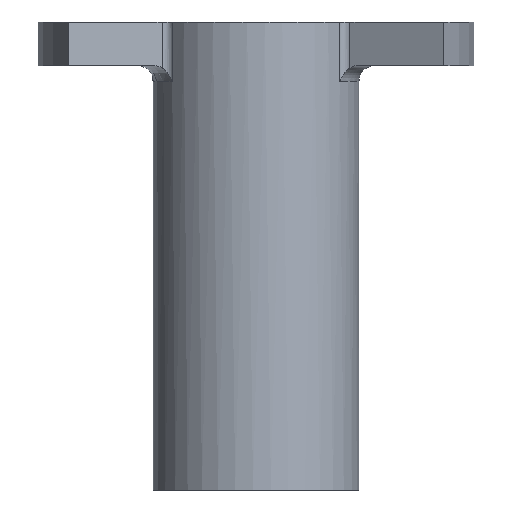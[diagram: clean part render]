
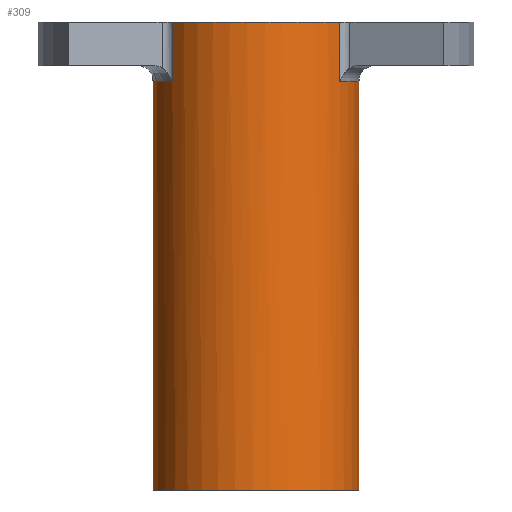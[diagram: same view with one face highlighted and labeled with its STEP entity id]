
A CAD part, front view. The second image highlights one B-rep face of the part: STEP entity #309.
In plain terms, the highlighted cylindrical face has radius 3.3 mm (diameter 6.6 mm), a full revolution.
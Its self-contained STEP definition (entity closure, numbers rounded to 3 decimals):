
#37=FACE_OUTER_BOUND('',#54,.T.);
#54=EDGE_LOOP('',(#257,#258,#259,#260,#261,#262,#263,#264,#265,#266,#267,
#268));
#69=CIRCLE('',#332,3.3);
#70=CIRCLE('',#333,3.3);
#75=CIRCLE('',#344,3.3);
#78=CIRCLE('',#352,3.3);
#79=CIRCLE('',#353,3.3);
#80=CIRCLE('',#354,3.3);
#84=LINE('',#458,#105);
#85=LINE('',#506,#106);
#94=LINE('',#531,#115);
#95=LINE('',#577,#116);
#103=LINE('',#598,#124);
#105=VECTOR('',#368,10.);
#106=VECTOR('',#379,10.);
#115=VECTOR('',#402,10.);
#116=VECTOR('',#411,10.);
#124=VECTOR('',#433,3.3);
#127=VERTEX_POINT('',#455);
#128=VERTEX_POINT('',#457);
#131=VERTEX_POINT('',#481);
#132=VERTEX_POINT('',#483);
#134=VERTEX_POINT('',#505);
#142=VERTEX_POINT('',#528);
#143=VERTEX_POINT('',#530);
#146=VERTEX_POINT('',#554);
#148=VERTEX_POINT('',#576);
#154=VERTEX_POINT('',#596);
#157=EDGE_CURVE('',#127,#128,#84,.T.);
#161=EDGE_CURVE('',#128,#131,#69,.T.);
#162=EDGE_CURVE('',#131,#132,#70,.T.);
#165=EDGE_CURVE('',#132,#134,#85,.T.);
#177=EDGE_CURVE('',#142,#143,#94,.T.);
#181=EDGE_CURVE('',#143,#146,#75,.T.);
#184=EDGE_CURVE('',#146,#148,#95,.T.);
#194=EDGE_CURVE('',#154,#154,#78,.T.);
#195=EDGE_CURVE('',#154,#131,#103,.T.);
#196=EDGE_CURVE('',#127,#148,#79,.T.);
#197=EDGE_CURVE('',#142,#134,#80,.T.);
#257=ORIENTED_EDGE('',*,*,#194,.F.);
#258=ORIENTED_EDGE('',*,*,#195,.T.);
#259=ORIENTED_EDGE('',*,*,#161,.F.);
#260=ORIENTED_EDGE('',*,*,#157,.F.);
#261=ORIENTED_EDGE('',*,*,#196,.T.);
#262=ORIENTED_EDGE('',*,*,#184,.F.);
#263=ORIENTED_EDGE('',*,*,#181,.F.);
#264=ORIENTED_EDGE('',*,*,#177,.F.);
#265=ORIENTED_EDGE('',*,*,#197,.T.);
#266=ORIENTED_EDGE('',*,*,#165,.F.);
#267=ORIENTED_EDGE('',*,*,#162,.F.);
#268=ORIENTED_EDGE('',*,*,#195,.F.);
#294=CYLINDRICAL_SURFACE('',#351,3.3);
#309=ADVANCED_FACE('',(#37),#294,.T.);
#332=AXIS2_PLACEMENT_3D('',#482,#373,#374);
#333=AXIS2_PLACEMENT_3D('',#484,#375,#376);
#344=AXIS2_PLACEMENT_3D('',#555,#407,#408);
#351=AXIS2_PLACEMENT_3D('',#595,#429,#430);
#352=AXIS2_PLACEMENT_3D('',#597,#431,#432);
#353=AXIS2_PLACEMENT_3D('',#599,#434,#435);
#354=AXIS2_PLACEMENT_3D('',#600,#436,#437);
#368=DIRECTION('',(0.,0.,-1.));
#373=DIRECTION('center_axis',(0.,0.,1.));
#374=DIRECTION('ref_axis',(-1.,0.,0.));
#375=DIRECTION('center_axis',(0.,0.,1.));
#376=DIRECTION('ref_axis',(-1.,0.,0.));
#379=DIRECTION('',(0.,0.,1.));
#402=DIRECTION('',(0.,0.,-1.));
#407=DIRECTION('center_axis',(0.,0.,1.));
#408=DIRECTION('ref_axis',(1.,0.,0.));
#411=DIRECTION('',(0.,0.,1.));
#429=DIRECTION('center_axis',(0.,0.,-1.));
#430=DIRECTION('ref_axis',(0.851,-0.525,0.));
#431=DIRECTION('center_axis',(0.,0.,-1.));
#432=DIRECTION('ref_axis',(0.851,0.525,0.));
#433=DIRECTION('',(0.,0.,1.));
#434=DIRECTION('center_axis',(0.,0.,-1.));
#435=DIRECTION('ref_axis',(0.851,-0.525,0.));
#436=DIRECTION('center_axis',(0.,0.,-1.));
#437=DIRECTION('ref_axis',(0.851,-0.525,0.));
#455=CARTESIAN_POINT('',(-2.684,1.921,-4.245));
#457=CARTESIAN_POINT('',(-2.684,1.921,-6.145));
#458=CARTESIAN_POINT('',(-2.684,1.921,-6.745));
#481=CARTESIAN_POINT('',(-2.809,1.733,-6.145));
#482=CARTESIAN_POINT('Origin',(0.,0.,-6.145));
#483=CARTESIAN_POINT('',(-2.684,-1.921,-6.145));
#484=CARTESIAN_POINT('Origin',(0.,0.,-6.145));
#505=CARTESIAN_POINT('',(-2.684,-1.921,-4.245));
#506=CARTESIAN_POINT('',(-2.684,-1.921,-6.745));
#528=CARTESIAN_POINT('',(2.684,-1.921,-4.245));
#530=CARTESIAN_POINT('',(2.684,-1.921,-6.145));
#531=CARTESIAN_POINT('',(2.684,-1.921,-6.745));
#554=CARTESIAN_POINT('',(2.684,1.921,-6.145));
#555=CARTESIAN_POINT('Origin',(0.,0.,-6.145));
#576=CARTESIAN_POINT('',(2.684,1.921,-4.245));
#577=CARTESIAN_POINT('',(2.684,1.921,-6.745));
#595=CARTESIAN_POINT('Origin',(0.,0.,-6.745));
#596=CARTESIAN_POINT('',(-2.809,1.733,-19.245));
#597=CARTESIAN_POINT('Origin',(0.,0.,-19.245));
#598=CARTESIAN_POINT('',(-2.809,1.733,-6.745));
#599=CARTESIAN_POINT('Origin',(0.,0.,-4.245));
#600=CARTESIAN_POINT('Origin',(0.,0.,-4.245));
